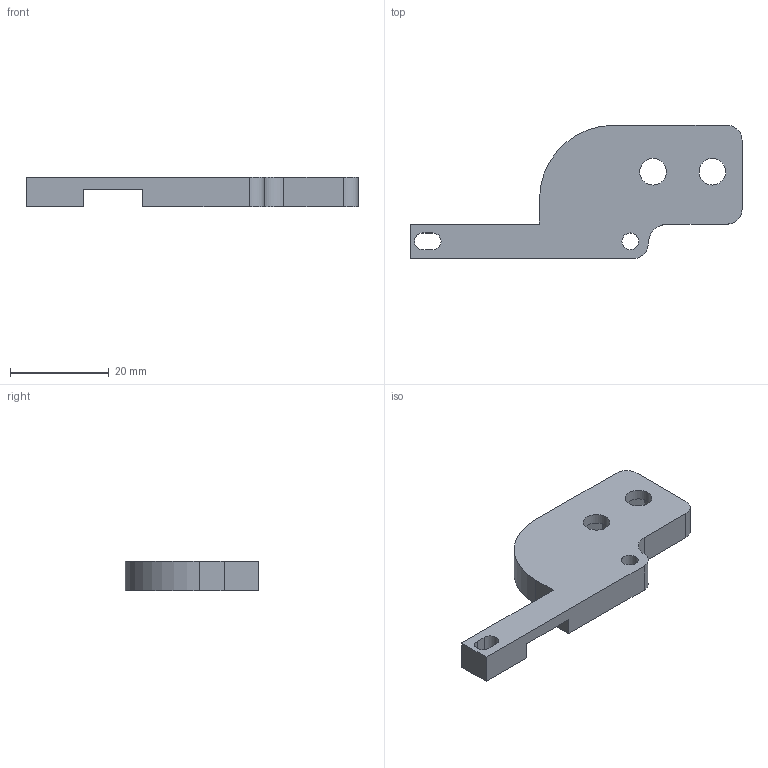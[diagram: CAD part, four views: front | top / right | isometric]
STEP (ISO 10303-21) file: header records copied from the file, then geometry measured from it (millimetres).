
FILE_DESCRIPTION(('HOOPS Exchange Step'),'2;1');
FILE_NAME('temp_export','2023-12-29T19:52:08+19:00',('mobile'),('Shapr3D Limited'),'HOOPS Exchange 2023.2','Shapr3D','Authorized');
FILE_SCHEMA( ('AUTOMOTIVE_DESIGN { 1 0 10303 214 1 1 1 1 }') );
Length unit declared in the file: millimetre
Products named in the file (1): root
Bounding box: 67.2 x 27 x 6 mm (x, y, z)
Volume: 5640.8 mm3; surface area: 3541.6 mm2
Topology: 1 solids, 1 shells, 40 faces, 112 edges, 76 vertices
Faces by surface type: plane 29, cylinder 11
Full cylindrical faces by diameter (mm): 3.4 x1, 5.4 x2
Entity records: 1334 total; most frequent: CARTESIAN_POINT 229, ORIENTED_EDGE 224, DIRECTION 220, EDGE_CURVE 112, VECTOR 86, LINE 86, VERTEX_POINT 76, AXIS2_PLACEMENT_3D 67
